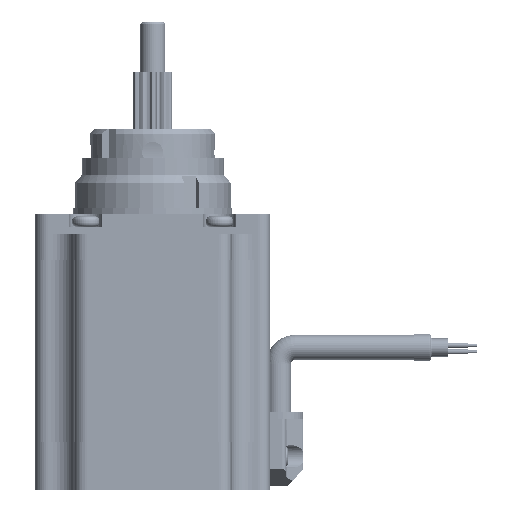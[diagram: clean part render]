
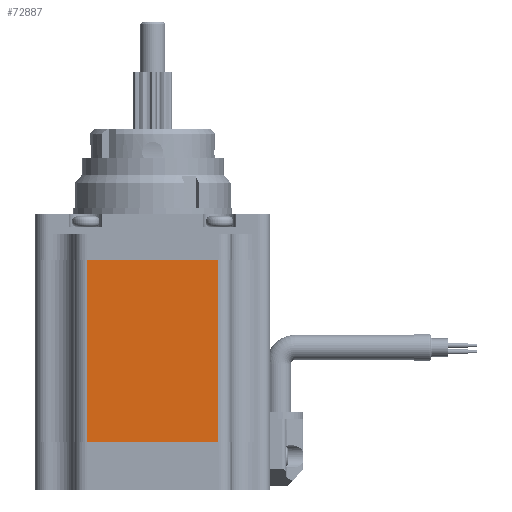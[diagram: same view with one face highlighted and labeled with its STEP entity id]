
A CAD part, left-side view. The second image highlights one B-rep face of the part: STEP entity #72887.
In plain terms, the highlighted face is planar.
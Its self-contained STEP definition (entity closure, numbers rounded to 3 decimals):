
#6033 = CARTESIAN_POINT ( 'NONE',  ( 28.12, 15.75, 43.5 ) ) ;
#6678 = DIRECTION ( 'NONE',  ( 0., 0., -1. ) ) ;
#7304 = LINE ( 'NONE', #125509, #22761 ) ;
#7728 = CARTESIAN_POINT ( 'NONE',  ( 28.12, -15.75, 0. ) ) ;
#8076 = CARTESIAN_POINT ( 'NONE',  ( 28.12, -15.75, 43.5 ) ) ;
#15237 = PLANE ( 'NONE',  #118417 ) ;
#22761 = VECTOR ( 'NONE', #63520, 1000. ) ;
#23040 = DIRECTION ( 'NONE',  ( -1., 0., 0. ) ) ;
#24743 = ORIENTED_EDGE ( 'NONE', *, *, #93638, .T. ) ;
#27293 = VERTEX_POINT ( 'NONE', #7728 ) ;
#34844 = VECTOR ( 'NONE', #71866, 1000. ) ;
#40733 = VERTEX_POINT ( 'NONE', #8076 ) ;
#44789 = LINE ( 'NONE', #6033, #77074 ) ;
#63520 = DIRECTION ( 'NONE',  ( 0., 1., 0. ) ) ;
#67234 = EDGE_CURVE ( 'NONE', #40733, #27293, #73063, .T. ) ;
#67413 = VERTEX_POINT ( 'NONE', #106638 ) ;
#71175 = CARTESIAN_POINT ( 'NONE',  ( 28.12, -15.75, 43.5 ) ) ;
#71866 = DIRECTION ( 'NONE',  ( 0., 1., 0. ) ) ;
#72887 = ADVANCED_FACE ( 'NONE', ( #111557 ), #15237, .F. ) ;
#73063 = LINE ( 'NONE', #71175, #90893 ) ;
#73144 = CARTESIAN_POINT ( 'NONE',  ( 28.12, 15.75, 0. ) ) ;
#74422 = EDGE_CURVE ( 'NONE', #67413, #101804, #44789, .T. ) ;
#75848 = ORIENTED_EDGE ( 'NONE', *, *, #74422, .F. ) ;
#76309 = EDGE_LOOP ( 'NONE', ( #24743, #75848, #99207, #97824 ) ) ;
#77074 = VECTOR ( 'NONE', #6678, 1000. ) ;
#90893 = VECTOR ( 'NONE', #91852, 1000. ) ;
#91852 = DIRECTION ( 'NONE',  ( 0., 0., -1. ) ) ;
#91931 = LINE ( 'NONE', #73144, #34844 ) ;
#93638 = EDGE_CURVE ( 'NONE', #27293, #101804, #91931, .T. ) ;
#96579 = EDGE_CURVE ( 'NONE', #40733, #67413, #7304, .T. ) ;
#97824 = ORIENTED_EDGE ( 'NONE', *, *, #67234, .T. ) ;
#99207 = ORIENTED_EDGE ( 'NONE', *, *, #96579, .F. ) ;
#101804 = VERTEX_POINT ( 'NONE', #106740 ) ;
#102493 = CARTESIAN_POINT ( 'NONE',  ( 28.12, 15.75, 43.5 ) ) ;
#106638 = CARTESIAN_POINT ( 'NONE',  ( 28.12, 15.75, 43.5 ) ) ;
#106740 = CARTESIAN_POINT ( 'NONE',  ( 28.12, 15.75, 0. ) ) ;
#111557 = FACE_OUTER_BOUND ( 'NONE', #76309, .T. ) ;
#118417 = AXIS2_PLACEMENT_3D ( 'NONE', #102493, #23040, #121863 ) ;
#121863 = DIRECTION ( 'NONE',  ( 0., 0., 1. ) ) ;
#125509 = CARTESIAN_POINT ( 'NONE',  ( 28.12, 15.75, 43.5 ) ) ;
